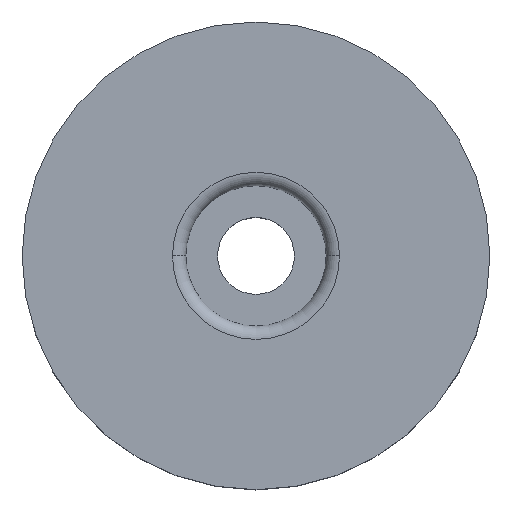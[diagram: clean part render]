
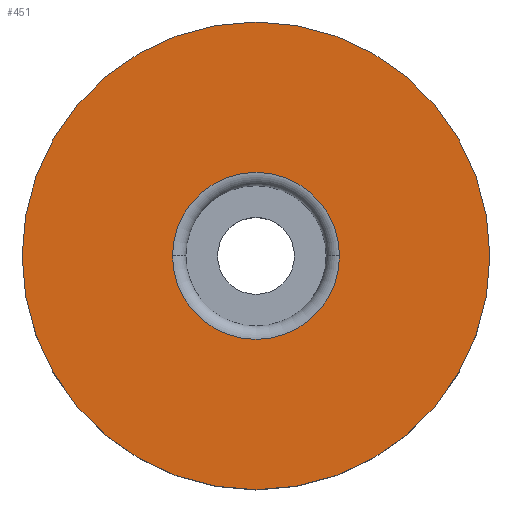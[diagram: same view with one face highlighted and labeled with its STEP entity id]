
A CAD part, top view. The second image highlights one B-rep face of the part: STEP entity #451.
In plain terms, the highlighted planar face has unit normal (0, 0, 1).
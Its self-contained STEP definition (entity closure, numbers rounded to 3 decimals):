
#10 = EDGE_CURVE ( 'NONE', #266, #264, #207, .T. ) ;
#18 = DIRECTION ( 'NONE',  ( 0., 0., 1. ) ) ;
#38 = EDGE_LOOP ( 'NONE', ( #350, #225 ) ) ;
#43 = VERTEX_POINT ( 'NONE', #411 ) ;
#59 = DIRECTION ( 'NONE',  ( 1., 0., 0. ) ) ;
#60 = VERTEX_POINT ( 'NONE', #458 ) ;
#87 = FACE_OUTER_BOUND ( 'NONE', #38, .T. ) ;
#102 = PLANE ( 'NONE',  #195 ) ;
#125 = DIRECTION ( 'NONE',  ( 1., 0., 0. ) ) ;
#130 = EDGE_CURVE ( 'NONE', #264, #266, #446, .T. ) ;
#163 = CARTESIAN_POINT ( 'NONE',  ( 0., 0., 10. ) ) ;
#168 = EDGE_CURVE ( 'NONE', #60, #43, #243, .T. ) ;
#186 = CARTESIAN_POINT ( 'NONE',  ( 12.5, 0., 10. ) ) ;
#195 = AXIS2_PLACEMENT_3D ( 'NONE', #330, #18, #395 ) ;
#205 = ORIENTED_EDGE ( 'NONE', *, *, #130, .T. ) ;
#207 = CIRCLE ( 'NONE', #307, 12.5 ) ;
#225 = ORIENTED_EDGE ( 'NONE', *, *, #168, .T. ) ;
#233 = CARTESIAN_POINT ( 'NONE',  ( -12.5, 0., 10. ) ) ;
#238 = AXIS2_PLACEMENT_3D ( 'NONE', #163, #261, #125 ) ;
#242 = CIRCLE ( 'NONE', #343, 35. ) ;
#243 = CIRCLE ( 'NONE', #295, 35. ) ;
#261 = DIRECTION ( 'NONE',  ( 0., 0., -1. ) ) ;
#264 = VERTEX_POINT ( 'NONE', #186 ) ;
#266 = VERTEX_POINT ( 'NONE', #233 ) ;
#273 = DIRECTION ( 'NONE',  ( 0., 0., -1. ) ) ;
#295 = AXIS2_PLACEMENT_3D ( 'NONE', #469, #313, #59 ) ;
#300 = DIRECTION ( 'NONE',  ( 1., 0., 0. ) ) ;
#307 = AXIS2_PLACEMENT_3D ( 'NONE', #319, #273, #300 ) ;
#313 = DIRECTION ( 'NONE',  ( 0., 0., 1. ) ) ;
#319 = CARTESIAN_POINT ( 'NONE',  ( 0., 0., 10. ) ) ;
#323 = CARTESIAN_POINT ( 'NONE',  ( 0., 0., 10. ) ) ;
#330 = CARTESIAN_POINT ( 'NONE',  ( 0., 0., 10. ) ) ;
#343 = AXIS2_PLACEMENT_3D ( 'NONE', #323, #361, #439 ) ;
#350 = ORIENTED_EDGE ( 'NONE', *, *, #448, .T. ) ;
#361 = DIRECTION ( 'NONE',  ( 0., 0., 1. ) ) ;
#391 = EDGE_LOOP ( 'NONE', ( #205, #433 ) ) ;
#395 = DIRECTION ( 'NONE',  ( 1., 0., 0. ) ) ;
#403 = FACE_BOUND ( 'NONE', #391, .T. ) ;
#411 = CARTESIAN_POINT ( 'NONE',  ( -35., 0., 10. ) ) ;
#433 = ORIENTED_EDGE ( 'NONE', *, *, #10, .T. ) ;
#439 = DIRECTION ( 'NONE',  ( 1., 0., 0. ) ) ;
#446 = CIRCLE ( 'NONE', #238, 12.5 ) ;
#448 = EDGE_CURVE ( 'NONE', #43, #60, #242, .T. ) ;
#451 = ADVANCED_FACE ( 'NONE', ( #403, #87 ), #102, .T. ) ;
#458 = CARTESIAN_POINT ( 'NONE',  ( 35., 0., 10. ) ) ;
#469 = CARTESIAN_POINT ( 'NONE',  ( 0., 0., 10. ) ) ;
